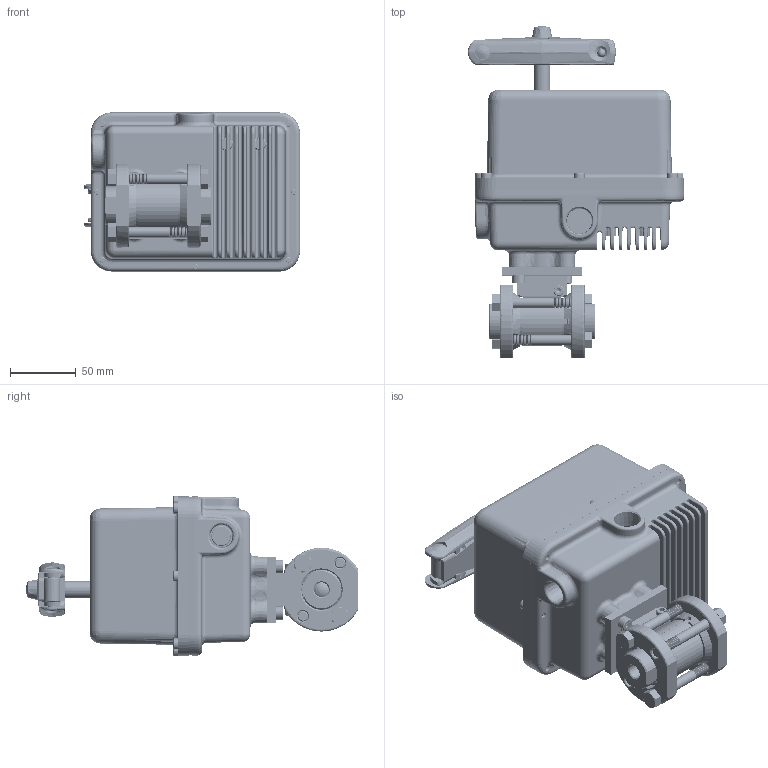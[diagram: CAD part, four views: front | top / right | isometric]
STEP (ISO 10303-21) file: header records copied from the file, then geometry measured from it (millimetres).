
FILE_DESCRIPTION (( 'STEP AP203' ), '1' );
FILE_NAME ('24XXSEF600.step', '2018-03-22T19:17:57', ( '' ), ( '' ), 'SwSTEP 2.0', 'SolidWorks 2017', '' );
FILE_SCHEMA (( 'CONFIG_CONTROL_DESIGN' ));
Products named in the file (1): 24XXSEF600
Bounding box: 163.85 x 251.68 x 121.31 mm (x, y, z)
Volume: 712223.4 mm3; surface area: 311073.7 mm2
Topology: 33 solids, 33 shells, 3812 faces, 9651 edges, 5978 vertices
Faces by surface type: cone 1351, cylinder 960, plane 864, bspline 444, torus 143, sphere 50
Entity records: 148226 total; most frequent: CARTESIAN_POINT 59492, ORIENTED_EDGE 19144, DIRECTION 18221, EDGE_CURVE 9572, AXIS2_PLACEMENT_3D 7156, VERTEX_POINT 5969, EDGE_LOOP 4067, VECTOR 3909
